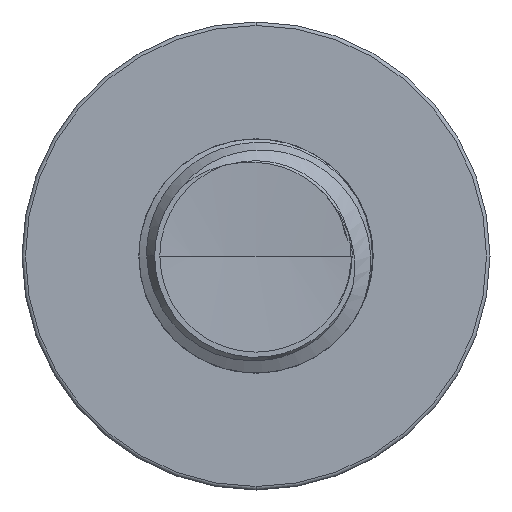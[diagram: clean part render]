
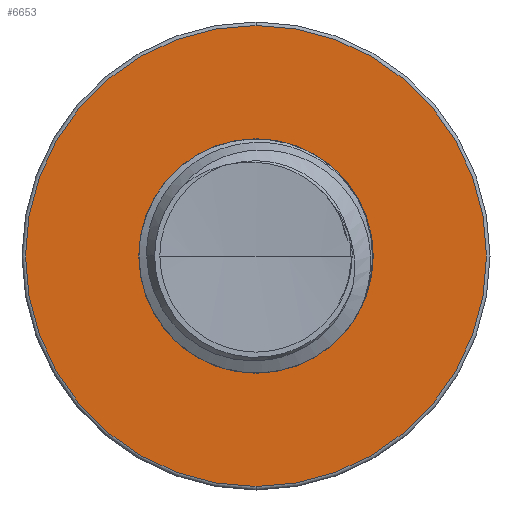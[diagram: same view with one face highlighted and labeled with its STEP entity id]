
A CAD part, front view. The second image highlights one B-rep face of the part: STEP entity #6653.
In plain terms, the highlighted planar face has unit normal (0, -1, 0).
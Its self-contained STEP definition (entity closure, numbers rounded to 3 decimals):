
#107 = CARTESIAN_POINT ( 'NONE',  ( 0., 8., -1.754 ) ) ;
#1013 = EDGE_CURVE ( 'NONE', #18192, #19831, #6962, .T. ) ;
#1073 = CARTESIAN_POINT ( 'NONE',  ( 0., 8., 3.447 ) ) ;
#3902 = DIRECTION ( 'NONE',  ( 0., 0., -1. ) ) ;
#3935 = DIRECTION ( 'NONE',  ( 0., -1., 0. ) ) ;
#3997 = CARTESIAN_POINT ( 'NONE',  ( 0., 8., 0. ) ) ;
#5726 = DIRECTION ( 'NONE',  ( 0., -1., 0. ) ) ;
#6653 = ADVANCED_FACE ( 'NONE', ( #25478, #16149 ), #19363, .T. ) ;
#6962 = CIRCLE ( 'NONE', #11438, 1.754 ) ;
#7283 = CIRCLE ( 'NONE', #14725, 3.447 ) ;
#7703 = CIRCLE ( 'NONE', #24617, 3.447 ) ;
#9463 = CARTESIAN_POINT ( 'NONE',  ( 0., 8., -3.447 ) ) ;
#9842 = CARTESIAN_POINT ( 'NONE',  ( 0., 8., 0. ) ) ;
#10440 = CARTESIAN_POINT ( 'NONE',  ( 0., 8., 0. ) ) ;
#11006 = ORIENTED_EDGE ( 'NONE', *, *, #19371, .F. ) ;
#11153 = DIRECTION ( 'NONE',  ( 0., -1., 0. ) ) ;
#11438 = AXIS2_PLACEMENT_3D ( 'NONE', #3997, #3935, #3902 ) ;
#11992 = DIRECTION ( 'NONE',  ( 0., 0., -1. ) ) ;
#12089 = VERTEX_POINT ( 'NONE', #1073 ) ;
#12570 = DIRECTION ( 'NONE',  ( 0., 0., -1. ) ) ;
#12871 = AXIS2_PLACEMENT_3D ( 'NONE', #13165, #11153, #25336 ) ;
#13165 = CARTESIAN_POINT ( 'NONE',  ( 0., 8., 1.754 ) ) ;
#13944 = EDGE_LOOP ( 'NONE', ( #26508, #11006 ) ) ;
#14725 = AXIS2_PLACEMENT_3D ( 'NONE', #18330, #5726, #20301 ) ;
#15947 = ORIENTED_EDGE ( 'NONE', *, *, #19860, .T. ) ;
#16149 = FACE_BOUND ( 'NONE', #13944, .T. ) ;
#16728 = CARTESIAN_POINT ( 'NONE',  ( 0., 8., 1.754 ) ) ;
#17985 = AXIS2_PLACEMENT_3D ( 'NONE', #9842, #24187, #11992 ) ;
#18192 = VERTEX_POINT ( 'NONE', #107 ) ;
#18330 = CARTESIAN_POINT ( 'NONE',  ( 0., 8., 0. ) ) ;
#19363 = PLANE ( 'NONE',  #12871 ) ;
#19371 = EDGE_CURVE ( 'NONE', #19831, #18192, #26495, .T. ) ;
#19831 = VERTEX_POINT ( 'NONE', #16728 ) ;
#19860 = EDGE_CURVE ( 'NONE', #20276, #12089, #7703, .T. ) ;
#20222 = EDGE_LOOP ( 'NONE', ( #15947, #21283 ) ) ;
#20276 = VERTEX_POINT ( 'NONE', #9463 ) ;
#20301 = DIRECTION ( 'NONE',  ( 0., 0., -1. ) ) ;
#21283 = ORIENTED_EDGE ( 'NONE', *, *, #25481, .T. ) ;
#24187 = DIRECTION ( 'NONE',  ( 0., -1., 0. ) ) ;
#24617 = AXIS2_PLACEMENT_3D ( 'NONE', #10440, #24706, #12570 ) ;
#24706 = DIRECTION ( 'NONE',  ( 0., -1., 0. ) ) ;
#25336 = DIRECTION ( 'NONE',  ( 0., 0., -1. ) ) ;
#25478 = FACE_OUTER_BOUND ( 'NONE', #20222, .T. ) ;
#25481 = EDGE_CURVE ( 'NONE', #12089, #20276, #7283, .T. ) ;
#26495 = CIRCLE ( 'NONE', #17985, 1.754 ) ;
#26508 = ORIENTED_EDGE ( 'NONE', *, *, #1013, .F. ) ;
